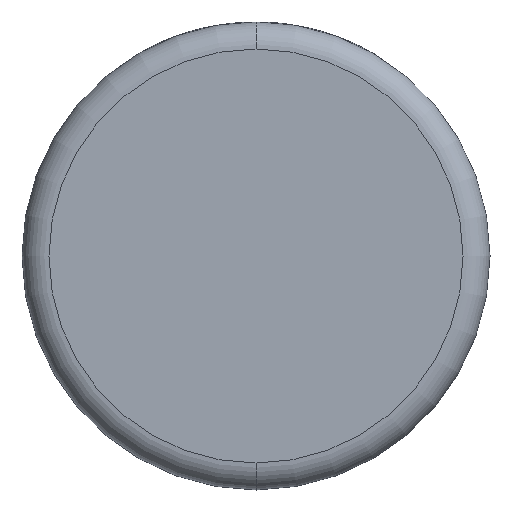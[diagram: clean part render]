
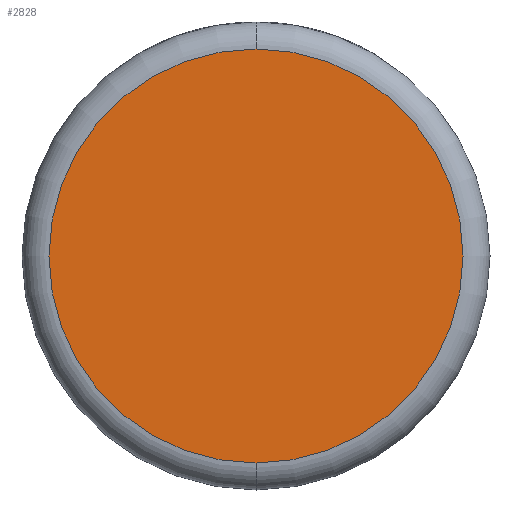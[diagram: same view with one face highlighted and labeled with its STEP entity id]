
A CAD part, front view. The second image highlights one B-rep face of the part: STEP entity #2828.
In plain terms, the highlighted planar face has unit normal (0, -1, 0).
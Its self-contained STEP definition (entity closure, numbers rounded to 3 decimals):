
#312 = CIRCLE ( 'NONE', #1937, 15.926 ) ;
#557 = DIRECTION ( 'NONE',  ( 0., 0., 1. ) ) ;
#766 = CARTESIAN_POINT ( 'NONE',  ( 0., 0., 0. ) ) ;
#977 = EDGE_CURVE ( 'NONE', #4131, #3067, #2705, .T. ) ;
#1011 = CARTESIAN_POINT ( 'NONE',  ( 0., 0., 15.926 ) ) ;
#1139 = PLANE ( 'NONE',  #3039 ) ;
#1504 = CARTESIAN_POINT ( 'NONE',  ( 0., 0., -15.926 ) ) ;
#1595 = CARTESIAN_POINT ( 'NONE',  ( 0., 0., 0. ) ) ;
#1883 = ORIENTED_EDGE ( 'NONE', *, *, #977, .T. ) ;
#1904 = EDGE_LOOP ( 'NONE', ( #2020, #1883 ) ) ;
#1937 = AXIS2_PLACEMENT_3D ( 'NONE', #1595, #3514, #557 ) ;
#2020 = ORIENTED_EDGE ( 'NONE', *, *, #4421, .T. ) ;
#2253 = AXIS2_PLACEMENT_3D ( 'NONE', #766, #2657, #2523 ) ;
#2523 = DIRECTION ( 'NONE',  ( 0., 0., 1. ) ) ;
#2657 = DIRECTION ( 'NONE',  ( 0., -1., 0. ) ) ;
#2705 = CIRCLE ( 'NONE', #2253, 15.926 ) ;
#2828 = ADVANCED_FACE ( 'NONE', ( #4696 ), #1139, .F. ) ;
#3039 = AXIS2_PLACEMENT_3D ( 'NONE', #3813, #3755, #3771 ) ;
#3067 = VERTEX_POINT ( 'NONE', #1011 ) ;
#3514 = DIRECTION ( 'NONE',  ( 0., -1., 0. ) ) ;
#3755 = DIRECTION ( 'NONE',  ( 0., 1., 0. ) ) ;
#3771 = DIRECTION ( 'NONE',  ( 0., 0., 1. ) ) ;
#3813 = CARTESIAN_POINT ( 'NONE',  ( 0., 0., 0. ) ) ;
#4131 = VERTEX_POINT ( 'NONE', #1504 ) ;
#4421 = EDGE_CURVE ( 'NONE', #3067, #4131, #312, .T. ) ;
#4696 = FACE_OUTER_BOUND ( 'NONE', #1904, .T. ) ;
